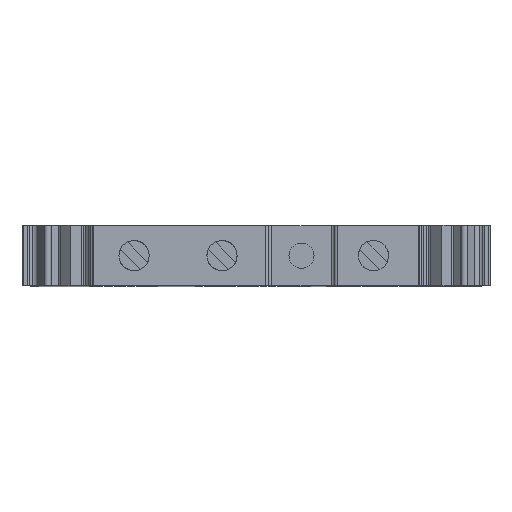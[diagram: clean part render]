
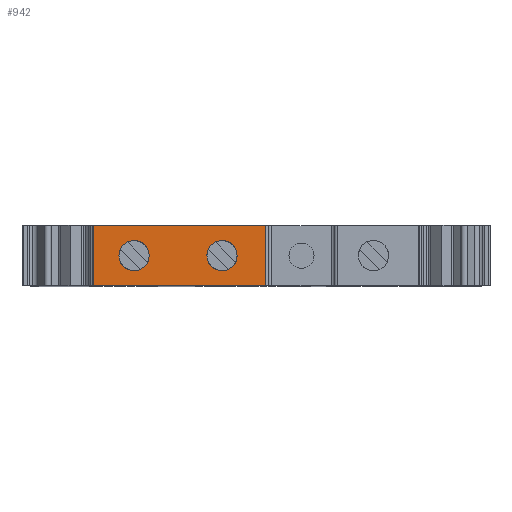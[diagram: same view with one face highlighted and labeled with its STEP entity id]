
A CAD part, top view. The second image highlights one B-rep face of the part: STEP entity #942.
In plain terms, the highlighted planar face has unit normal (0, 0, 1).
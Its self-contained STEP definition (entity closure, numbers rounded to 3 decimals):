
#40 = VERTEX_POINT ( 'NONE', #3609 ) ;
#98 = ORIENTED_EDGE ( 'NONE', *, *, #875, .T. ) ;
#256 = CARTESIAN_POINT ( 'NONE',  ( 3., -4.474, 40.7 ) ) ;
#317 = CARTESIAN_POINT ( 'NONE',  ( 3., -4.474, 40.7 ) ) ;
#350 = CARTESIAN_POINT ( 'NONE',  ( 3., -14.714, 40.7 ) ) ;
#465 = VECTOR ( 'NONE', #7278, 1000. ) ;
#526 = CIRCLE ( 'NONE', #3778, 1.5 ) ;
#576 = AXIS2_PLACEMENT_3D ( 'NONE', #633, #2929, #4721 ) ;
#633 = CARTESIAN_POINT ( 'NONE',  ( 3., -13.214, 40.7 ) ) ;
#802 = VERTEX_POINT ( 'NONE', #3541 ) ;
#853 = DIRECTION ( 'NONE',  ( 0., 1., 0. ) ) ;
#875 = EDGE_CURVE ( 'NONE', #7148, #6760, #3810, .T. ) ;
#893 = ORIENTED_EDGE ( 'NONE', *, *, #2229, .T. ) ;
#922 = AXIS2_PLACEMENT_3D ( 'NONE', #4834, #6665, #1460 ) ;
#942 = ADVANCED_FACE ( 'NONE', ( #5685, #2182, #2826 ), #1690, .T. ) ;
#969 = EDGE_CURVE ( 'NONE', #3661, #40, #1711, .T. ) ;
#1447 = VECTOR ( 'NONE', #3591, 1000. ) ;
#1460 = DIRECTION ( 'NONE',  ( 0., 1., 0. ) ) ;
#1461 = CARTESIAN_POINT ( 'NONE',  ( 3., -11.714, 40.7 ) ) ;
#1690 = PLANE ( 'NONE',  #2366 ) ;
#1711 = LINE ( 'NONE', #5709, #2479 ) ;
#1778 = CIRCLE ( 'NONE', #576, 1.5 ) ;
#1993 = CARTESIAN_POINT ( 'NONE',  ( 0., -17.564, 40.7 ) ) ;
#2016 = EDGE_CURVE ( 'NONE', #6760, #7148, #1778, .T. ) ;
#2074 = DIRECTION ( 'NONE',  ( 0., 1., 0. ) ) ;
#2122 = CARTESIAN_POINT ( 'NONE',  ( 0., -0.449, 40.7 ) ) ;
#2175 = VERTEX_POINT ( 'NONE', #3647 ) ;
#2182 = FACE_BOUND ( 'NONE', #5623, .T. ) ;
#2229 = EDGE_CURVE ( 'NONE', #3229, #802, #3345, .T. ) ;
#2308 = EDGE_CURVE ( 'NONE', #3661, #2880, #2730, .T. ) ;
#2366 = AXIS2_PLACEMENT_3D ( 'NONE', #4465, #6795, #4007 ) ;
#2466 = EDGE_LOOP ( 'NONE', ( #2953, #7339, #6470, #6401 ) ) ;
#2479 = VECTOR ( 'NONE', #3415, 1000. ) ;
#2531 = CARTESIAN_POINT ( 'NONE',  ( 6., -4.444, 40.7 ) ) ;
#2613 = DIRECTION ( 'NONE',  ( 0., 0., -1. ) ) ;
#2730 = LINE ( 'NONE', #2122, #465 ) ;
#2826 = FACE_OUTER_BOUND ( 'NONE', #2466, .T. ) ;
#2880 = VERTEX_POINT ( 'NONE', #6875 ) ;
#2929 = DIRECTION ( 'NONE',  ( 0., 0., -1. ) ) ;
#2953 = ORIENTED_EDGE ( 'NONE', *, *, #3968, .F. ) ;
#3229 = VERTEX_POINT ( 'NONE', #7061 ) ;
#3237 = ORIENTED_EDGE ( 'NONE', *, *, #6045, .T. ) ;
#3345 = CIRCLE ( 'NONE', #4323, 1.5 ) ;
#3415 = DIRECTION ( 'NONE',  ( 0., -1., 0. ) ) ;
#3541 = CARTESIAN_POINT ( 'NONE',  ( 3., -5.974, 40.7 ) ) ;
#3591 = DIRECTION ( 'NONE',  ( 0., -1., 0. ) ) ;
#3609 = CARTESIAN_POINT ( 'NONE',  ( 0., -17.564, 40.7 ) ) ;
#3647 = CARTESIAN_POINT ( 'NONE',  ( 6., -17.564, 40.7 ) ) ;
#3661 = VERTEX_POINT ( 'NONE', #3821 ) ;
#3778 = AXIS2_PLACEMENT_3D ( 'NONE', #317, #2613, #2074 ) ;
#3810 = CIRCLE ( 'NONE', #922, 1.5 ) ;
#3821 = CARTESIAN_POINT ( 'NONE',  ( 0., -0.449, 40.7 ) ) ;
#3968 = EDGE_CURVE ( 'NONE', #2880, #2175, #6602, .T. ) ;
#4007 = DIRECTION ( 'NONE',  ( 0., 1., 0. ) ) ;
#4160 = LINE ( 'NONE', #1993, #5632 ) ;
#4323 = AXIS2_PLACEMENT_3D ( 'NONE', #256, #4791, #853 ) ;
#4465 = CARTESIAN_POINT ( 'NONE',  ( 0., -4.444, 40.7 ) ) ;
#4721 = DIRECTION ( 'NONE',  ( 0., 1., 0. ) ) ;
#4791 = DIRECTION ( 'NONE',  ( 0., 0., -1. ) ) ;
#4834 = CARTESIAN_POINT ( 'NONE',  ( 3., -13.214, 40.7 ) ) ;
#5623 = EDGE_LOOP ( 'NONE', ( #893, #3237 ) ) ;
#5632 = VECTOR ( 'NONE', #6642, 1000. ) ;
#5685 = FACE_BOUND ( 'NONE', #7453, .T. ) ;
#5709 = CARTESIAN_POINT ( 'NONE',  ( 0., -0.449, 40.7 ) ) ;
#5932 = ORIENTED_EDGE ( 'NONE', *, *, #2016, .T. ) ;
#6045 = EDGE_CURVE ( 'NONE', #802, #3229, #526, .T. ) ;
#6401 = ORIENTED_EDGE ( 'NONE', *, *, #6909, .T. ) ;
#6470 = ORIENTED_EDGE ( 'NONE', *, *, #969, .T. ) ;
#6602 = LINE ( 'NONE', #2531, #1447 ) ;
#6642 = DIRECTION ( 'NONE',  ( 1., 0., 0. ) ) ;
#6665 = DIRECTION ( 'NONE',  ( 0., 0., -1. ) ) ;
#6760 = VERTEX_POINT ( 'NONE', #350 ) ;
#6795 = DIRECTION ( 'NONE',  ( 0., 0., 1. ) ) ;
#6875 = CARTESIAN_POINT ( 'NONE',  ( 6., -0.449, 40.7 ) ) ;
#6909 = EDGE_CURVE ( 'NONE', #40, #2175, #4160, .T. ) ;
#7061 = CARTESIAN_POINT ( 'NONE',  ( 3., -2.974, 40.7 ) ) ;
#7148 = VERTEX_POINT ( 'NONE', #1461 ) ;
#7278 = DIRECTION ( 'NONE',  ( 1., 0., 0. ) ) ;
#7339 = ORIENTED_EDGE ( 'NONE', *, *, #2308, .F. ) ;
#7453 = EDGE_LOOP ( 'NONE', ( #98, #5932 ) ) ;
